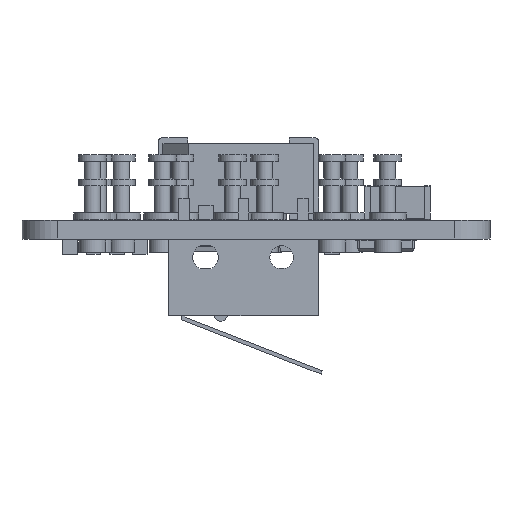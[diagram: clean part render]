
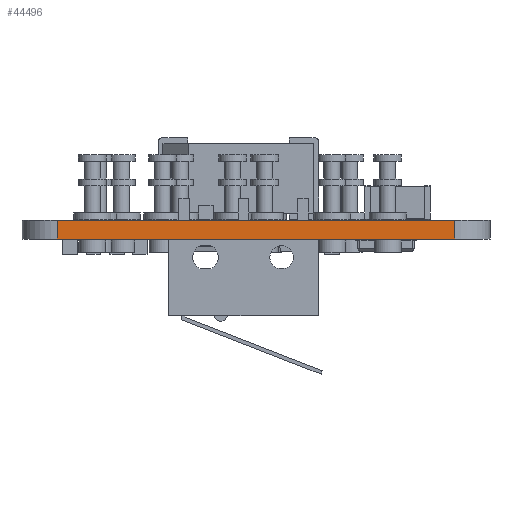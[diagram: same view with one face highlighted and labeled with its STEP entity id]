
A CAD part, left-side view. The second image highlights one B-rep face of the part: STEP entity #44496.
In plain terms, the highlighted planar face has unit normal (-1, 0, 0).
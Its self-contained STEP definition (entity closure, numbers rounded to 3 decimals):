
#42198 = CYLINDRICAL_SURFACE('',#42199,3.);
#42199 = AXIS2_PLACEMENT_3D('',#42200,#42201,#42202);
#42200 = CARTESIAN_POINT('',(129.,-147.,0.));
#42201 = DIRECTION('',(-0.,-0.,-1.));
#42202 = DIRECTION('',(1.,0.,-0.));
#42226 = PLANE('',#42227);
#42227 = AXIS2_PLACEMENT_3D('',#42228,#42229,#42230);
#42228 = CARTESIAN_POINT('',(161.,-130.,1.6));
#42229 = DIRECTION('',(0.,0.,1.));
#42230 = DIRECTION('',(1.,0.,-0.));
#42280 = PLANE('',#42281);
#42281 = AXIS2_PLACEMENT_3D('',#42282,#42283,#42284);
#42282 = CARTESIAN_POINT('',(161.,-130.,0.));
#42283 = DIRECTION('',(0.,0.,1.));
#42284 = DIRECTION('',(1.,0.,-0.));
#42295 = EDGE_CURVE('',#42296,#42298,#42300,.T.);
#42296 = VERTEX_POINT('',#42297);
#42297 = CARTESIAN_POINT('',(126.,-147.,0.));
#42298 = VERTEX_POINT('',#42299);
#42299 = CARTESIAN_POINT('',(126.,-147.,1.6));
#42300 = SURFACE_CURVE('',#42301,(#42305,#42312),.PCURVE_S1.);
#42301 = LINE('',#42302,#42303);
#42302 = CARTESIAN_POINT('',(126.,-147.,0.));
#42303 = VECTOR('',#42304,1.);
#42304 = DIRECTION('',(0.,0.,1.));
#42305 = PCURVE('',#42198,#42306);
#42306 = DEFINITIONAL_REPRESENTATION('',(#42307),#42311);
#42307 = LINE('',#42308,#42309);
#42308 = CARTESIAN_POINT('',(-3.142,0.));
#42309 = VECTOR('',#42310,1.);
#42310 = DIRECTION('',(-0.,-1.));
#42311 = ( GEOMETRIC_REPRESENTATION_CONTEXT(2) 
PARAMETRIC_REPRESENTATION_CONTEXT() REPRESENTATION_CONTEXT('2D SPACE',''
  ) );
#42312 = PCURVE('',#42313,#42318);
#42313 = PLANE('',#42314);
#42314 = AXIS2_PLACEMENT_3D('',#42315,#42316,#42317);
#42315 = CARTESIAN_POINT('',(126.,-113.,0.));
#42316 = DIRECTION('',(1.,0.,-0.));
#42317 = DIRECTION('',(0.,-1.,0.));
#42318 = DEFINITIONAL_REPRESENTATION('',(#42319),#42323);
#42319 = LINE('',#42320,#42321);
#42320 = CARTESIAN_POINT('',(34.,0.));
#42321 = VECTOR('',#42322,1.);
#42322 = DIRECTION('',(0.,-1.));
#42323 = ( GEOMETRIC_REPRESENTATION_CONTEXT(2) 
PARAMETRIC_REPRESENTATION_CONTEXT() REPRESENTATION_CONTEXT('2D SPACE',''
  ) );
#42534 = VERTEX_POINT('',#42535);
#42535 = CARTESIAN_POINT('',(126.,-113.,0.));
#42550 = CYLINDRICAL_SURFACE('',#42551,3.);
#42551 = AXIS2_PLACEMENT_3D('',#42552,#42553,#42554);
#42552 = CARTESIAN_POINT('',(129.,-113.,0.));
#42553 = DIRECTION('',(-0.,-0.,-1.));
#42554 = DIRECTION('',(1.,0.,-0.));
#42562 = EDGE_CURVE('',#42534,#42296,#42563,.T.);
#42563 = SURFACE_CURVE('',#42564,(#42568,#42575),.PCURVE_S1.);
#42564 = LINE('',#42565,#42566);
#42565 = CARTESIAN_POINT('',(126.,-113.,0.));
#42566 = VECTOR('',#42567,1.);
#42567 = DIRECTION('',(0.,-1.,0.));
#42568 = PCURVE('',#42280,#42569);
#42569 = DEFINITIONAL_REPRESENTATION('',(#42570),#42574);
#42570 = LINE('',#42571,#42572);
#42571 = CARTESIAN_POINT('',(-35.,17.));
#42572 = VECTOR('',#42573,1.);
#42573 = DIRECTION('',(0.,-1.));
#42574 = ( GEOMETRIC_REPRESENTATION_CONTEXT(2) 
PARAMETRIC_REPRESENTATION_CONTEXT() REPRESENTATION_CONTEXT('2D SPACE',''
  ) );
#42575 = PCURVE('',#42313,#42576);
#42576 = DEFINITIONAL_REPRESENTATION('',(#42577),#42581);
#42577 = LINE('',#42578,#42579);
#42578 = CARTESIAN_POINT('',(0.,0.));
#42579 = VECTOR('',#42580,1.);
#42580 = DIRECTION('',(1.,0.));
#42581 = ( GEOMETRIC_REPRESENTATION_CONTEXT(2) 
PARAMETRIC_REPRESENTATION_CONTEXT() REPRESENTATION_CONTEXT('2D SPACE',''
  ) );
#43636 = VERTEX_POINT('',#43637);
#43637 = CARTESIAN_POINT('',(126.,-113.,1.6));
#43659 = EDGE_CURVE('',#43636,#42298,#43660,.T.);
#43660 = SURFACE_CURVE('',#43661,(#43665,#43672),.PCURVE_S1.);
#43661 = LINE('',#43662,#43663);
#43662 = CARTESIAN_POINT('',(126.,-113.,1.6));
#43663 = VECTOR('',#43664,1.);
#43664 = DIRECTION('',(0.,-1.,0.));
#43665 = PCURVE('',#42226,#43666);
#43666 = DEFINITIONAL_REPRESENTATION('',(#43667),#43671);
#43667 = LINE('',#43668,#43669);
#43668 = CARTESIAN_POINT('',(-35.,17.));
#43669 = VECTOR('',#43670,1.);
#43670 = DIRECTION('',(0.,-1.));
#43671 = ( GEOMETRIC_REPRESENTATION_CONTEXT(2) 
PARAMETRIC_REPRESENTATION_CONTEXT() REPRESENTATION_CONTEXT('2D SPACE',''
  ) );
#43672 = PCURVE('',#42313,#43673);
#43673 = DEFINITIONAL_REPRESENTATION('',(#43674),#43678);
#43674 = LINE('',#43675,#43676);
#43675 = CARTESIAN_POINT('',(0.,-1.6));
#43676 = VECTOR('',#43677,1.);
#43677 = DIRECTION('',(1.,0.));
#43678 = ( GEOMETRIC_REPRESENTATION_CONTEXT(2) 
PARAMETRIC_REPRESENTATION_CONTEXT() REPRESENTATION_CONTEXT('2D SPACE',''
  ) );
#44496 = ADVANCED_FACE('',(#44497),#42313,.F.);
#44497 = FACE_BOUND('',#44498,.F.);
#44498 = EDGE_LOOP('',(#44499,#44520,#44521,#44522));
#44499 = ORIENTED_EDGE('',*,*,#44500,.T.);
#44500 = EDGE_CURVE('',#42534,#43636,#44501,.T.);
#44501 = SURFACE_CURVE('',#44502,(#44506,#44513),.PCURVE_S1.);
#44502 = LINE('',#44503,#44504);
#44503 = CARTESIAN_POINT('',(126.,-113.,0.));
#44504 = VECTOR('',#44505,1.);
#44505 = DIRECTION('',(0.,0.,1.));
#44506 = PCURVE('',#42313,#44507);
#44507 = DEFINITIONAL_REPRESENTATION('',(#44508),#44512);
#44508 = LINE('',#44509,#44510);
#44509 = CARTESIAN_POINT('',(0.,0.));
#44510 = VECTOR('',#44511,1.);
#44511 = DIRECTION('',(0.,-1.));
#44512 = ( GEOMETRIC_REPRESENTATION_CONTEXT(2) 
PARAMETRIC_REPRESENTATION_CONTEXT() REPRESENTATION_CONTEXT('2D SPACE',''
  ) );
#44513 = PCURVE('',#42550,#44514);
#44514 = DEFINITIONAL_REPRESENTATION('',(#44515),#44519);
#44515 = LINE('',#44516,#44517);
#44516 = CARTESIAN_POINT('',(-3.142,0.));
#44517 = VECTOR('',#44518,1.);
#44518 = DIRECTION('',(-0.,-1.));
#44519 = ( GEOMETRIC_REPRESENTATION_CONTEXT(2) 
PARAMETRIC_REPRESENTATION_CONTEXT() REPRESENTATION_CONTEXT('2D SPACE',''
  ) );
#44520 = ORIENTED_EDGE('',*,*,#43659,.T.);
#44521 = ORIENTED_EDGE('',*,*,#42295,.F.);
#44522 = ORIENTED_EDGE('',*,*,#42562,.F.);
